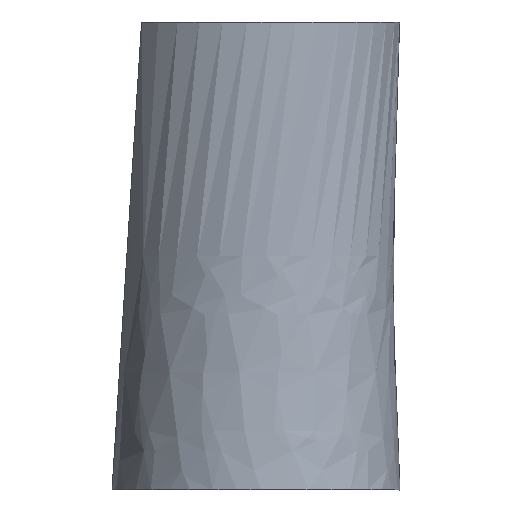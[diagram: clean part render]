
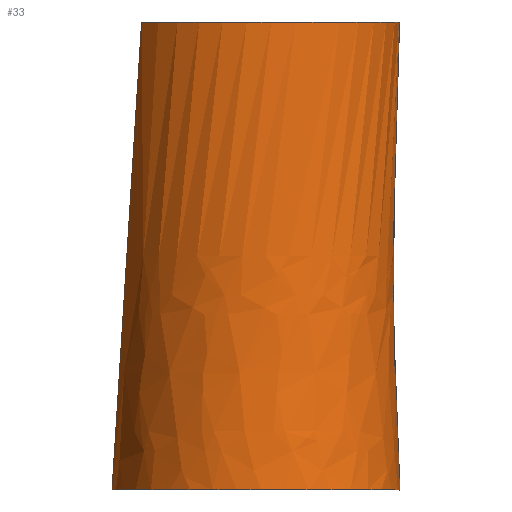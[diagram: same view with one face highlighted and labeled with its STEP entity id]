
A CAD part, front view. The second image highlights one B-rep face of the part: STEP entity #33.
In plain terms, the highlighted free-form (B-spline) face has degree [1, 2] with [2, 5] control points.
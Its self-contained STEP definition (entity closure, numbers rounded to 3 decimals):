
#12=FACE_OUTER_BOUND('',#13,.T.);
#13=EDGE_LOOP('',(#28,#29,#30,#31));
#14=CIRCLE('',#49,15.655);
#15=CIRCLE('',#50,15.655);
#16=LINE('',#72,#18);
#17=LINE('',#76,#19);
#18=VECTOR('',#53,10.);
#19=VECTOR('',#56,10.);
#20=VERTEX_POINT('',#70);
#21=VERTEX_POINT('',#71);
#22=VERTEX_POINT('',#73);
#23=VERTEX_POINT('',#75);
#24=EDGE_CURVE('',#20,#21,#16,.T.);
#25=EDGE_CURVE('',#20,#22,#14,.T.);
#26=EDGE_CURVE('',#23,#22,#17,.T.);
#27=EDGE_CURVE('',#21,#23,#15,.T.);
#28=ORIENTED_EDGE('',*,*,#24,.F.);
#29=ORIENTED_EDGE('',*,*,#25,.T.);
#30=ORIENTED_EDGE('',*,*,#26,.F.);
#31=ORIENTED_EDGE('',*,*,#27,.F.);
#32=(
BOUNDED_SURFACE()
B_SPLINE_SURFACE(1,2,((#60,#61,#62,#63,#64),(#65,#66,#67,#68,#69)),
 .UNSPECIFIED.,.F.,.F.,.F.)
B_SPLINE_SURFACE_WITH_KNOTS((2,2),(3,2,3),(-5.16,0.),(0.,1.533,
3.066),.UNSPECIFIED.)
GEOMETRIC_REPRESENTATION_ITEM()
RATIONAL_B_SPLINE_SURFACE(((1.,0.72,1.,0.72,1.),
(1.,0.72,1.,0.72,1.)))
REPRESENTATION_ITEM('')
SURFACE()
);
#33=ADVANCED_FACE('',(#12),#32,.T.);
#49=AXIS2_PLACEMENT_3D('',#74,#54,#55);
#50=AXIS2_PLACEMENT_3D('',#77,#57,#58);
#53=DIRECTION('',(-0.05,0.166,0.985));
#54=DIRECTION('center_axis',(0.,0.,
-1.));
#55=DIRECTION('ref_axis',(1.,0.,0.));
#56=DIRECTION('',(-0.062,0.162,-0.985));
#57=DIRECTION('center_axis',(0.,0.,
-1.));
#58=DIRECTION('ref_axis',(0.836,0.548,0.));
#60=CARTESIAN_POINT('Ctrl Pts',(13.09,8.586,50.817));
#61=CARTESIAN_POINT('Ctrl Pts',(21.358,-4.02,50.817));
#62=CARTESIAN_POINT('Ctrl Pts',(9.073,-12.757,50.817));
#63=CARTESIAN_POINT('Ctrl Pts',(-3.212,-21.495,50.817));
#64=CARTESIAN_POINT('Ctrl Pts',(-12.406,-9.547,50.817));
#65=CARTESIAN_POINT('Ctrl Pts',(15.655,0.,0.));
#66=CARTESIAN_POINT('Ctrl Pts',(15.655,-15.075,0.));
#67=CARTESIAN_POINT('Ctrl Pts',(0.59,-15.644,0.));
#68=CARTESIAN_POINT('Ctrl Pts',(-14.475,-16.212,0.));
#69=CARTESIAN_POINT('Ctrl Pts',(-15.61,-1.179,0.));
#70=CARTESIAN_POINT('',(15.655,0.,0.));
#71=CARTESIAN_POINT('',(13.09,8.586,50.817));
#72=CARTESIAN_POINT('',(15.655,0.,0.));
#73=CARTESIAN_POINT('',(-15.61,-1.179,0.));
#74=CARTESIAN_POINT('Origin',(0.,0.,0.));
#75=CARTESIAN_POINT('',(-12.406,-9.547,50.817));
#76=CARTESIAN_POINT('',(-15.61,-1.179,0.));
#77=CARTESIAN_POINT('Origin',(0.,0.,
50.817));
